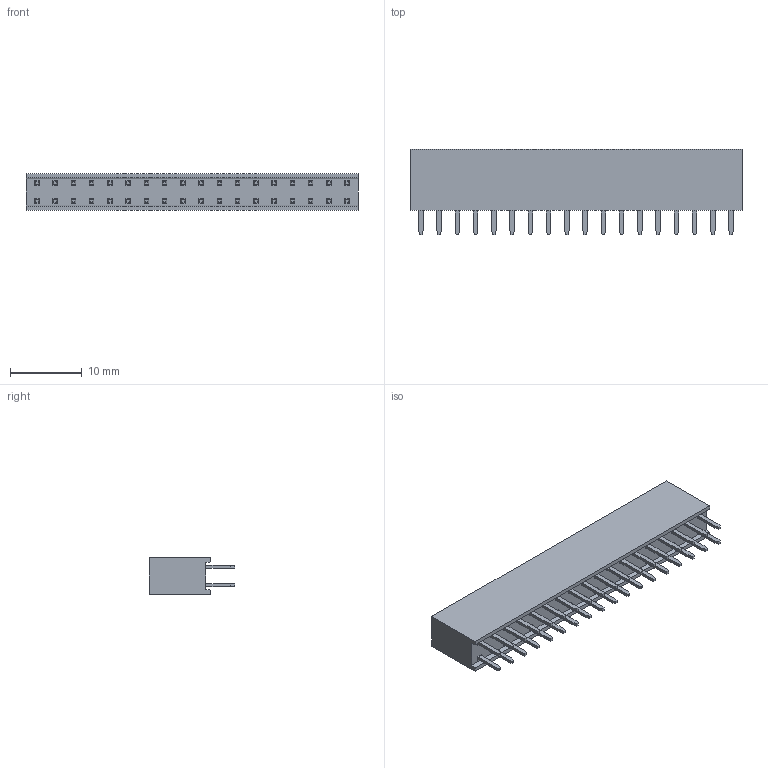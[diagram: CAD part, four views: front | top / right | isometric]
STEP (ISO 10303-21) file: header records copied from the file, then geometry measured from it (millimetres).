
FILE_DESCRIPTION (( 'STEP AP214' ), '1' );
FILE_NAME ('PPPC182LFBN-RC.STEP', '2022-08-11T04:34:56', ( '' ), ( '' ), 'SwSTEP 2.0', 'SolidWorks 2020', '' );
FILE_SCHEMA (( 'AUTOMOTIVE_DESIGN' ));
Length unit declared in the file: inch
Products named in the file (3): 2 row tin body_18; PPPC182LFBN-RC; 2 row tin pins
Assembly tree (19 placements, depth 2):
  PPPC182LFBN-RC
    2 row tin body_18
    2 row tin pins  x18
Bounding box: 46.23 x 11.91 x 5.08 mm (x, y, z)
Volume: 1843.1 mm3; surface area: 2875.9 mm2
Topology: 73 solids, 73 shells, 1018 faces, 2472 edges, 1600 vertices
Faces by surface type: plane 838, cylinder 180
Entity records: 10089 total; most frequent: CARTESIAN_POINT 1712, ORIENTED_EDGE 1680, DIRECTION 1580, EDGE_CURVE 840, LINE 820, VECTOR 820, VERTEX_POINT 512, EDGE_LOOP 410
